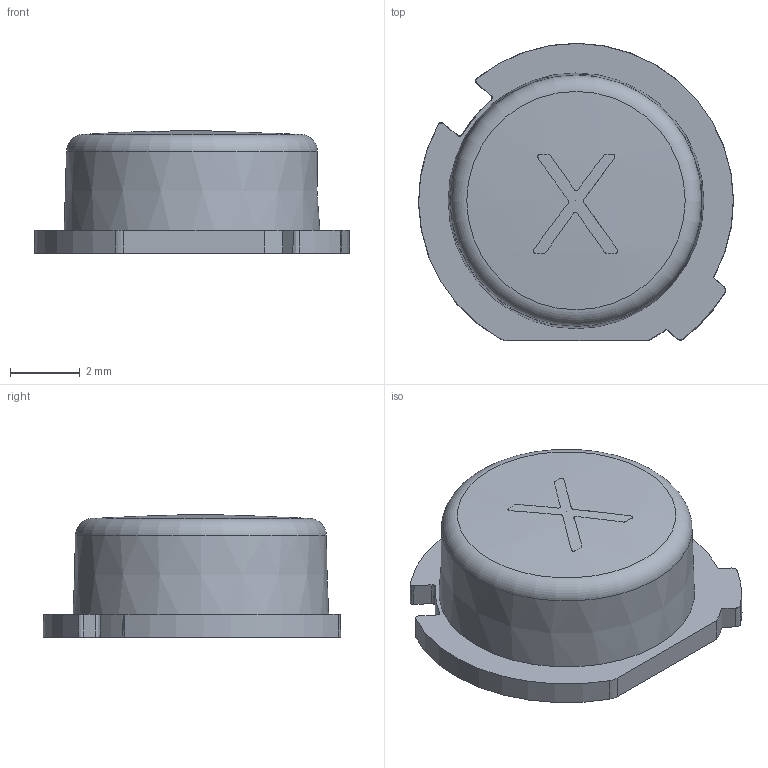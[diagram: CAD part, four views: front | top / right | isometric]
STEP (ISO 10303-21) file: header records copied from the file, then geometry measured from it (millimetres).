
FILE_DESCRIPTION(/* description */ (''),/* implementation_level */ '2;1');
FILE_NAME(/* name */ 'X-Button.step',/* time_stamp */ '2024-03-14T19:30:44-07:00',/* author */ (''),/* organization */ (''),/* preprocessor_version */ 'ST-DEVELOPER v20',/* originating_system */ 'Autodesk Translation Framework v12.20.1.177',/* authorisation */ '');
FILE_SCHEMA (('AUTOMOTIVE_DESIGN { 1 0 10303 214 3 1 1 }'));
Length unit declared in the file: millimetre
Products named in the file (3): DSL_Btn_X; Button_body; Button_Fill
Assembly tree (2 placements, depth 2):
  DSL_Btn_X
    Button_body
    Button_Fill
Bounding box: 9.01 x 8.51 x 3.5 mm (x, y, z)
Volume: 127.1 mm3; surface area: 396.7 mm2
Topology: 2 solids, 2 shells, 93 faces, 273 edges, 186 vertices
Faces by surface type: plane 35, cylinder 20, bspline 19, cone 12, sphere 4, torus 3
Entity records: 4595 total; most frequent: CARTESIAN_POINT 2250, ORIENTED_EDGE 544, DIRECTION 389, EDGE_CURVE 272, VERTEX_POINT 186, AXIS2_PLACEMENT_3D 164, B_SPLINE_CURVE_WITH_KNOTS 124, EDGE_LOOP 98
